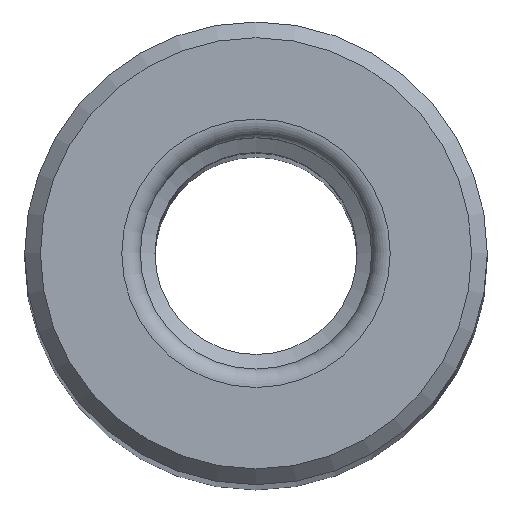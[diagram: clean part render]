
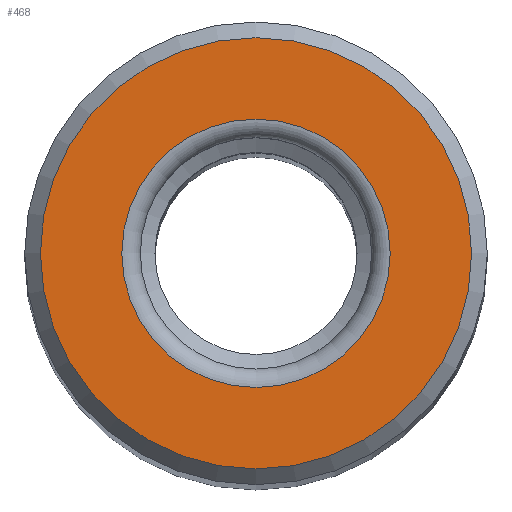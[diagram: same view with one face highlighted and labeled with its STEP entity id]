
A CAD part, top view. The second image highlights one B-rep face of the part: STEP entity #468.
In plain terms, the highlighted planar face has unit normal (0, 0, 1).
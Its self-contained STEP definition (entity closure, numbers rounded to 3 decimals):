
#25=PLANE('',#505);
#46=ORIENTED_EDGE('',*,*,#96,.T.);
#47=ORIENTED_EDGE('',*,*,#97,.F.);
#96=EDGE_CURVE('',#122,#122,#148,.F.);
#97=EDGE_CURVE('',#123,#123,#149,.T.);
#122=VERTEX_POINT('',#672);
#123=VERTEX_POINT('',#674);
#148=CIRCLE('',#506,11.65);
#149=CIRCLE('',#507,7.25);
#176=EDGE_LOOP('',(#46));
#177=EDGE_LOOP('',(#47));
#228=FACE_BOUND('',#176,.T.);
#229=FACE_BOUND('',#177,.T.);
#468=ADVANCED_FACE('',(#228,#229),#25,.F.);
#505=AXIS2_PLACEMENT_3D('',#670,#569,#570);
#506=AXIS2_PLACEMENT_3D('',#671,#571,#572);
#507=AXIS2_PLACEMENT_3D('',#673,#573,#574);
#569=DIRECTION('',(0.,0.,-1.));
#570=DIRECTION('',(-1.,0.,0.));
#571=DIRECTION('',(0.,0.,-1.));
#572=DIRECTION('',(-1.,0.,0.));
#573=DIRECTION('',(0.,0.,1.));
#574=DIRECTION('',(1.,0.,0.));
#670=CARTESIAN_POINT('',(12.5,0.,210.));
#671=CARTESIAN_POINT('',(0.,0.,210.));
#672=CARTESIAN_POINT('',(-11.65,0.,210.));
#673=CARTESIAN_POINT('',(0.,0.,210.));
#674=CARTESIAN_POINT('',(7.25,0.,210.));
